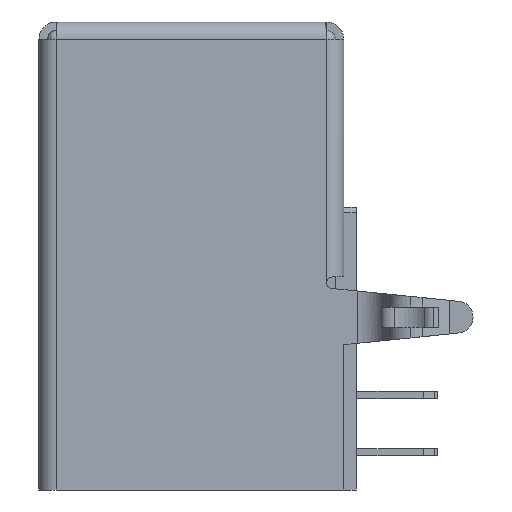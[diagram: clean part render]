
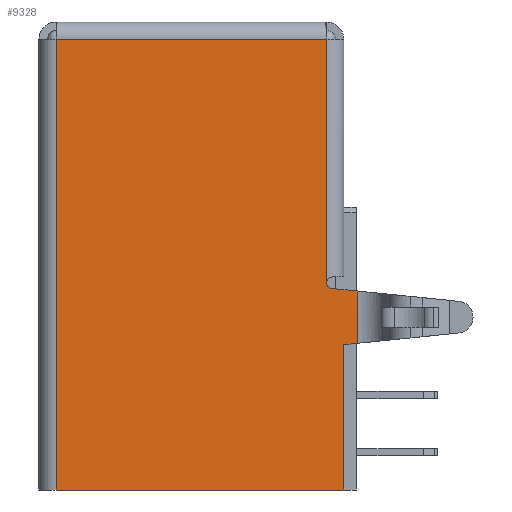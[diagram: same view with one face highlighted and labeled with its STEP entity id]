
A CAD part, left-side view. The second image highlights one B-rep face of the part: STEP entity #9328.
In plain terms, the highlighted planar face has unit normal (-1, 0, 0).
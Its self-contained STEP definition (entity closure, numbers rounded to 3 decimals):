
#9 = DIRECTION ( 'NONE',  ( 0., 0., 1. ) ) ;
#11 = EDGE_CURVE ( 'NONE', #11610, #7825, #371, .T. ) ;
#70 = VERTEX_POINT ( 'NONE', #254 ) ;
#225 = CARTESIAN_POINT ( 'NONE',  ( -6.02, 1.03, 1.2 ) ) ;
#254 = CARTESIAN_POINT ( 'NONE',  ( -6.02, 10.45, -6.02 ) ) ;
#312 = DIRECTION ( 'NONE',  ( 0., 0., 1. ) ) ;
#369 = VERTEX_POINT ( 'NONE', #3042 ) ;
#371 = LINE ( 'NONE', #4399, #7858 ) ;
#385 = CARTESIAN_POINT ( 'NONE',  ( -6.02, 1.03, 9.68 ) ) ;
#510 = ORIENTED_EDGE ( 'NONE', *, *, #10205, .F. ) ;
#530 = ORIENTED_EDGE ( 'NONE', *, *, #5452, .F. ) ;
#540 = CARTESIAN_POINT ( 'NONE',  ( -6.02, 0.85, 1.001 ) ) ;
#1208 = EDGE_CURVE ( 'NONE', #11670, #11610, #2442, .T. ) ;
#1290 = VECTOR ( 'NONE', #9380, 1000. ) ;
#2123 = DIRECTION ( 'NONE',  ( 0., 1., 0. ) ) ;
#2266 = DIRECTION ( 'NONE',  ( 0., 0., 1. ) ) ;
#2442 = CIRCLE ( 'NONE', #10646, 0.2 ) ;
#2661 = CARTESIAN_POINT ( 'NONE',  ( -6.02, 0.939, -1.01 ) ) ;
#2689 = VERTEX_POINT ( 'NONE', #5637 ) ;
#2745 = LINE ( 'NONE', #8593, #7272 ) ;
#3042 = CARTESIAN_POINT ( 'NONE',  ( -6.02, -0.035, -0.911 ) ) ;
#3080 = LINE ( 'NONE', #385, #9300 ) ;
#3224 = DIRECTION ( 'NONE',  ( 0., 1., 0. ) ) ;
#3336 = LINE ( 'NONE', #8385, #7443 ) ;
#3370 = DIRECTION ( 'NONE',  ( 0., 1., 0. ) ) ;
#3372 = DIRECTION ( 'NONE',  ( 1., 0., 0. ) ) ;
#3404 = PLANE ( 'NONE',  #4209 ) ;
#3760 = ORIENTED_EDGE ( 'NONE', *, *, #7704, .T. ) ;
#4209 = AXIS2_PLACEMENT_3D ( 'NONE', #5154, #8706, #3370 ) ;
#4356 = LINE ( 'NONE', #2661, #10190 ) ;
#4399 = CARTESIAN_POINT ( 'NONE',  ( -6.02, 1.03, -6.02 ) ) ;
#4649 = LINE ( 'NONE', #11294, #1290 ) ;
#4890 = FACE_OUTER_BOUND ( 'NONE', #6794, .T. ) ;
#4999 = ORIENTED_EDGE ( 'NONE', *, *, #6503, .F. ) ;
#5154 = CARTESIAN_POINT ( 'NONE',  ( -6.02, 0.43, -6.02 ) ) ;
#5419 = VERTEX_POINT ( 'NONE', #6685 ) ;
#5452 = EDGE_CURVE ( 'NONE', #11031, #369, #2745, .T. ) ;
#5637 = CARTESIAN_POINT ( 'NONE',  ( -6.02, 10.45, 9.68 ) ) ;
#5646 = DIRECTION ( 'NONE',  ( 0., 1., 0. ) ) ;
#5723 = ORIENTED_EDGE ( 'NONE', *, *, #7090, .T. ) ;
#6503 = EDGE_CURVE ( 'NONE', #8430, #70, #8384, .T. ) ;
#6660 = CARTESIAN_POINT ( 'NONE',  ( -6.02, 0.43, -6.02 ) ) ;
#6685 = CARTESIAN_POINT ( 'NONE',  ( -6.02, 0.43, -0.958 ) ) ;
#6794 = EDGE_LOOP ( 'NONE', ( #530, #8238, #8135, #7248, #8187, #510, #4999, #5723, #3760 ) ) ;
#6805 = DIRECTION ( 'NONE',  ( 0., 0., -1. ) ) ;
#7002 = EDGE_CURVE ( 'NONE', #11031, #11670, #4649, .T. ) ;
#7090 = EDGE_CURVE ( 'NONE', #8430, #5419, #7364, .T. ) ;
#7206 = DIRECTION ( 'NONE',  ( 0., -0.995, 0.101 ) ) ;
#7248 = ORIENTED_EDGE ( 'NONE', *, *, #11, .T. ) ;
#7272 = VECTOR ( 'NONE', #6805, 1000. ) ;
#7364 = LINE ( 'NONE', #7686, #9197 ) ;
#7443 = VECTOR ( 'NONE', #312, 1000. ) ;
#7686 = CARTESIAN_POINT ( 'NONE',  ( -6.02, 0.43, -6.02 ) ) ;
#7704 = EDGE_CURVE ( 'NONE', #5419, #369, #4356, .T. ) ;
#7825 = VERTEX_POINT ( 'NONE', #10163 ) ;
#7858 = VECTOR ( 'NONE', #9, 1000. ) ;
#8135 = ORIENTED_EDGE ( 'NONE', *, *, #1208, .T. ) ;
#8187 = ORIENTED_EDGE ( 'NONE', *, *, #11590, .T. ) ;
#8238 = ORIENTED_EDGE ( 'NONE', *, *, #7002, .T. ) ;
#8381 = CARTESIAN_POINT ( 'NONE',  ( -6.02, 0.43, -6.02 ) ) ;
#8384 = LINE ( 'NONE', #6660, #11602 ) ;
#8385 = CARTESIAN_POINT ( 'NONE',  ( -6.02, 10.45, -6.02 ) ) ;
#8430 = VERTEX_POINT ( 'NONE', #8381 ) ;
#8467 = CARTESIAN_POINT ( 'NONE',  ( -6.02, -0.035, 0.911 ) ) ;
#8593 = CARTESIAN_POINT ( 'NONE',  ( -6.02, -0.035, 1. ) ) ;
#8706 = DIRECTION ( 'NONE',  ( 1., 0., 0. ) ) ;
#9197 = VECTOR ( 'NONE', #2266, 1000. ) ;
#9300 = VECTOR ( 'NONE', #5646, 1000. ) ;
#9328 = ADVANCED_FACE ( 'NONE', ( #4890 ), #3404, .F. ) ;
#9380 = DIRECTION ( 'NONE',  ( 0., 0.995, 0.101 ) ) ;
#10163 = CARTESIAN_POINT ( 'NONE',  ( -6.02, 1.03, 9.68 ) ) ;
#10190 = VECTOR ( 'NONE', #7206, 1000. ) ;
#10205 = EDGE_CURVE ( 'NONE', #70, #2689, #3336, .T. ) ;
#10467 = CARTESIAN_POINT ( 'NONE',  ( -6.02, 0.83, 1.2 ) ) ;
#10646 = AXIS2_PLACEMENT_3D ( 'NONE', #10467, #3372, #3224 ) ;
#11031 = VERTEX_POINT ( 'NONE', #8467 ) ;
#11294 = CARTESIAN_POINT ( 'NONE',  ( -6.02, -0.272, 0.887 ) ) ;
#11590 = EDGE_CURVE ( 'NONE', #7825, #2689, #3080, .T. ) ;
#11602 = VECTOR ( 'NONE', #2123, 1000. ) ;
#11610 = VERTEX_POINT ( 'NONE', #225 ) ;
#11670 = VERTEX_POINT ( 'NONE', #540 ) ;
